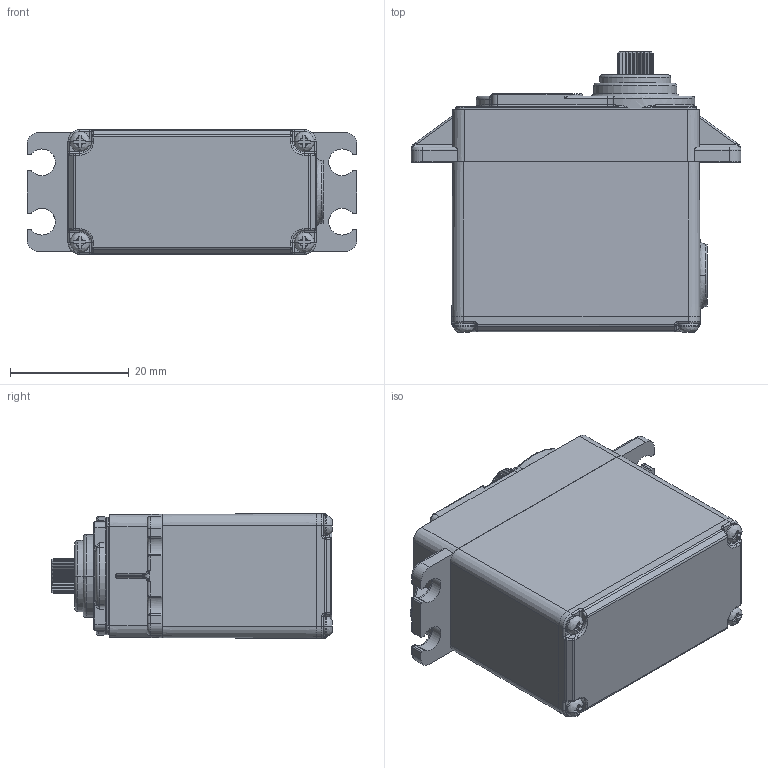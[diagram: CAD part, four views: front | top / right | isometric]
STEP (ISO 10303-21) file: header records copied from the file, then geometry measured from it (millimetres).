
FILE_DESCRIPTION((''),'2;1');
FILE_NAME('HS-645WP-TOTAL-ASSY_ASM_1_ASM_1_ASM','2020-01-22T',('±è»ó¹Î'),(''),'CREO PARAMETRIC BY PTC INC, 2016050','CREO PARAMETRIC BY PTC INC, 2016050','');
FILE_SCHEMA(('CONFIG_CONTROL_DESIGN'));
Products named in the file (7): HS5646WPM_1_1; HS5646MG4F_1_1; HS-645WP-4TH-ASSY_ASM_1_ASM_1_ASM; HS5646WPL_1_1; PHT2_2_33_N_1_1; HS5646WPT_1_1_1; HS-645WP-TOTAL-ASSY_ASM_1_ASM_1_ASM
Assembly tree (9 placements, depth 3):
  HS-645WP-TOTAL-ASSY_ASM_1_ASM_1_ASM
    HS5646WPM_1_1
    HS-645WP-4TH-ASSY_ASM_1_ASM_1_ASM
      HS5646MG4F_1_1
    HS5646WPL_1_1
    PHT2_2_33_N_1_1  x4
    HS5646WPT_1_1_1
Bounding box: 55.6 x 47.3 x 21 mm (x, y, z)
Volume: 34881.2 mm3; surface area: 12531.6 mm2
Topology: 8 solids, 8 shells, 1715 faces, 4769 edges, 3128 vertices
Faces by surface type: plane 1014, cylinder 423, bspline 129, torus 96, cone 47, extrusion 4, sphere 2
Entity records: 66023 total; most frequent: CARTESIAN_POINT 16215, ORIENTED_EDGE 8214, DIRECTION 7336, EDGE_CURVE 4107, PRESENTATION_STYLE_ASSIGNMENT 3928, STYLED_ITEM 3928, CURVE_STYLE 3887, VECTOR 2930
